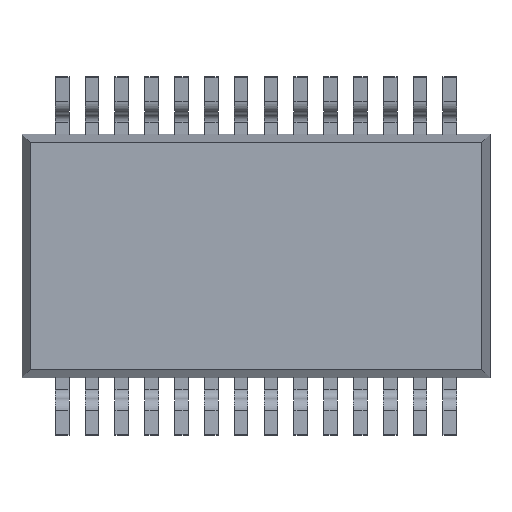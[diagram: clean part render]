
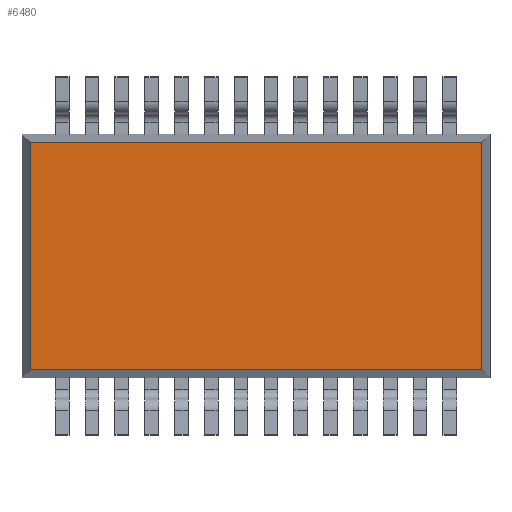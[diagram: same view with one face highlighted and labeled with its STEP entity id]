
A CAD part, front view. The second image highlights one B-rep face of the part: STEP entity #6480.
In plain terms, the highlighted planar face has unit normal (0, -1, 0).
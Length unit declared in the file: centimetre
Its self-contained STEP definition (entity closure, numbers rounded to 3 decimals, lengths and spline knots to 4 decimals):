
#195=VECTOR('',#7359,1.);
#199=VECTOR('',#7364,1.);
#203=VECTOR('',#7369,1.);
#205=VECTOR('',#7372,1.);
#895=LINE('',#8931,#195);
#899=LINE('',#8940,#199);
#903=LINE('',#8949,#203);
#905=LINE('',#8952,#205);
#1602=PLANE('',#6832);
#1784=VERTEX_POINT('',#8932);
#1785=VERTEX_POINT('',#8933);
#1788=VERTEX_POINT('',#8941);
#1789=VERTEX_POINT('',#8942);
#2692=EDGE_CURVE('',#1784,#1785,#895,.T.);
#2696=EDGE_CURVE('',#1788,#1789,#899,.T.);
#2700=EDGE_CURVE('',#1785,#1788,#903,.T.);
#2702=EDGE_CURVE('',#1789,#1784,#905,.T.);
#3743=ORIENTED_EDGE('',*,*,#2696,.F.);
#3744=ORIENTED_EDGE('',*,*,#2700,.F.);
#3745=ORIENTED_EDGE('',*,*,#2692,.F.);
#3746=ORIENTED_EDGE('',*,*,#2702,.F.);
#5777=EDGE_LOOP('',(#3743,#3744,#3745,#3746));
#6129=FACE_BOUND('',#5777,.T.);
#6480=ADVANCED_FACE('',(#6129),#1602,.F.);
#6832=AXIS2_PLACEMENT_3D('',#8964,#7381,$);
#7359=DIRECTION('',(0.,0.,-1.));
#7364=DIRECTION('',(0.,0.,1.));
#7369=DIRECTION('',(-1.,0.,0.));
#7372=DIRECTION('',(1.,0.,0.));
#7381=DIRECTION('',(0.,1.,0.));
#8931=CARTESIAN_POINT('',(0.4925,0.0125,0.));
#8932=CARTESIAN_POINT('',(0.4925,0.0125,0.2475));
#8933=CARTESIAN_POINT('',(0.4925,0.0125,-0.2475));
#8940=CARTESIAN_POINT('',(-0.4925,0.0125,0.));
#8941=CARTESIAN_POINT('',(-0.4925,0.0125,-0.2475));
#8942=CARTESIAN_POINT('',(-0.4925,0.0125,0.2475));
#8949=CARTESIAN_POINT('',(0.,0.0125,-0.2475));
#8952=CARTESIAN_POINT('',(0.,0.0125,0.2475));
#8964=CARTESIAN_POINT('',(0.,0.0125,0.));
